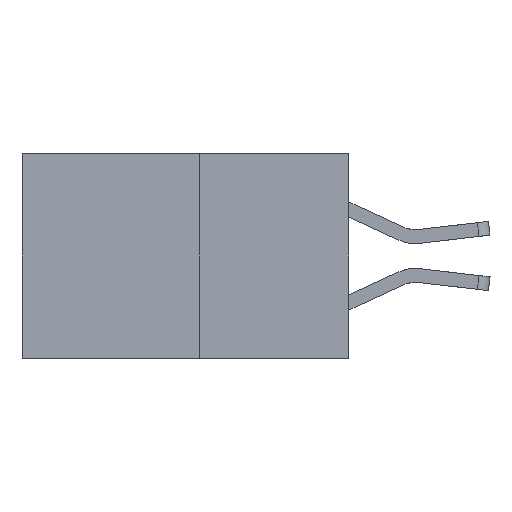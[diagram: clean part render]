
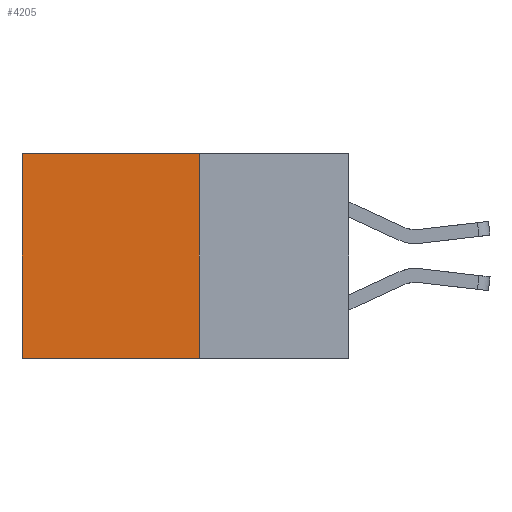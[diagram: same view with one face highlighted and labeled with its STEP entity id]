
A CAD part, left-side view. The second image highlights one B-rep face of the part: STEP entity #4205.
In plain terms, the highlighted planar face has unit normal (-1, 0, 0).
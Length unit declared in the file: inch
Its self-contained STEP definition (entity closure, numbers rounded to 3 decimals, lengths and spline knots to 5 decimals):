
#548 = CARTESIAN_POINT ( 'NONE',  ( 0.277, 0.27, 0. ) ) ;
#1181 = ORIENTED_EDGE ( 'NONE', *, *, #1259, .F. ) ;
#1259 = EDGE_CURVE ( 'NONE', #11100, #10190, #11318, .T. ) ;
#1568 = CARTESIAN_POINT ( 'NONE',  ( 0.277, 0.27, -0.37 ) ) ;
#2225 = EDGE_CURVE ( 'NONE', #4972, #11100, #5833, .T. ) ;
#2249 = FACE_OUTER_BOUND ( 'NONE', #4098, .T. ) ;
#2418 = EDGE_CURVE ( 'NONE', #9486, #10190, #11829, .T. ) ;
#2807 = DIRECTION ( 'NONE',  ( 0., 0., -1. ) ) ;
#2815 = DIRECTION ( 'NONE',  ( 1., 0., 0. ) ) ;
#2869 = AXIS2_PLACEMENT_3D ( 'NONE', #3004, #2815, #2807 ) ;
#2900 = PLANE ( 'NONE',  #2869 ) ;
#3004 = CARTESIAN_POINT ( 'NONE',  ( 0.277, 0.27, -0.37 ) ) ;
#3736 = ORIENTED_EDGE ( 'NONE', *, *, #2225, .F. ) ;
#3876 = EDGE_CURVE ( 'NONE', #4972, #9486, #11297, .T. ) ;
#4098 = EDGE_LOOP ( 'NONE', ( #4567, #1181, #3736, #5784 ) ) ;
#4205 = ADVANCED_FACE ( 'NONE', ( #2249 ), #2900, .F. ) ;
#4567 = ORIENTED_EDGE ( 'NONE', *, *, #2418, .T. ) ;
#4972 = VERTEX_POINT ( 'NONE', #548 ) ;
#4978 = DIRECTION ( 'NONE',  ( 0., 0., -1. ) ) ;
#5313 = DIRECTION ( 'NONE',  ( 0., 0., -1. ) ) ;
#5667 = CARTESIAN_POINT ( 'NONE',  ( 0.277, 0.59, -0.37 ) ) ;
#5784 = ORIENTED_EDGE ( 'NONE', *, *, #3876, .T. ) ;
#5833 = LINE ( 'NONE', #11619, #10621 ) ;
#6624 = DIRECTION ( 'NONE',  ( 0., 1., 0. ) ) ;
#6638 = CARTESIAN_POINT ( 'NONE',  ( 0.277, 0.27, 0. ) ) ;
#7982 = DIRECTION ( 'NONE',  ( 0., 1., 0. ) ) ;
#8474 = VECTOR ( 'NONE', #6624, 39.37008 ) ;
#9067 = VECTOR ( 'NONE', #7982, 39.37008 ) ;
#9137 = CARTESIAN_POINT ( 'NONE',  ( 0.277, 0.27, -0.37 ) ) ;
#9486 = VERTEX_POINT ( 'NONE', #10393 ) ;
#9557 = VECTOR ( 'NONE', #4978, 39.37008 ) ;
#10190 = VERTEX_POINT ( 'NONE', #5667 ) ;
#10393 = CARTESIAN_POINT ( 'NONE',  ( 0.277, 0.59, 0. ) ) ;
#10410 = CARTESIAN_POINT ( 'NONE',  ( 0.277, 0.59, -0.37 ) ) ;
#10621 = VECTOR ( 'NONE', #5313, 39.37008 ) ;
#11100 = VERTEX_POINT ( 'NONE', #9137 ) ;
#11297 = LINE ( 'NONE', #6638, #8474 ) ;
#11318 = LINE ( 'NONE', #1568, #9067 ) ;
#11619 = CARTESIAN_POINT ( 'NONE',  ( 0.277, 0.27, -0.37 ) ) ;
#11829 = LINE ( 'NONE', #10410, #9557 ) ;
